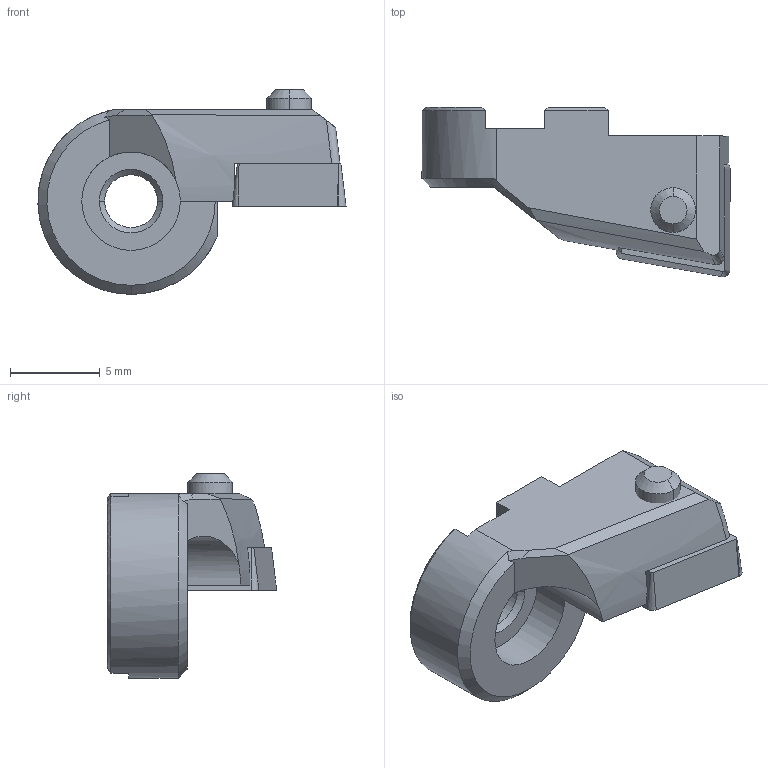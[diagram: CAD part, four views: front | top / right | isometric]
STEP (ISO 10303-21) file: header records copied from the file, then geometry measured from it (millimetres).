
FILE_DESCRIPTION(('no description'),'unknown implementation level');
FILE_NAME('E69F6D31-69AE-4EBF-AB84-0C48E5CF1EC4_export.stp',' ',('CIMSOURCE GmbH'),('CADClick - KiM GmbH - www.kimweb.de'),'unknown preprocess','ACIS','unknown authorization');
FILE_SCHEMA(('automotive_design'));
Length unit declared in the file: millimetre
Products named in the file (3): 626.322 Kaiser ENH 22 CC06 33-41|654.852 Kaiser CCMT 060204 K20C_Standard;NONE; 626.322 Kaiser ENH 22 CC06 33-41|694.122 Kaiser ETL M2.5x6.5 T7 IP 10S_Standard;NONE; 626.322 Kaiser ENH 22 CC06 33-41|626.322 Kaiser ENH 22 CC06 33-41_Standard;NONE
Bounding box: 17.2 x 9.45 x 11.42 mm (x, y, z)
Volume: 570.8 mm3; surface area: 776.6 mm2
Topology: 3 solids, 3 shells, 109 faces, 272 edges, 170 vertices
Faces by surface type: plane 38, cylinder 34, cone 28, torus 6, bspline 3
Entity records: 7385 total; most frequent: CARTESIAN_POINT 1565, DIRECTION 595, STYLED_ITEM 554, PRESENTATION_STYLE_ASSIGNMENT 554, COLOUR_RGB 554, ORIENTED_EDGE 544, EDGE_CURVE 272, CURVE_STYLE 272
